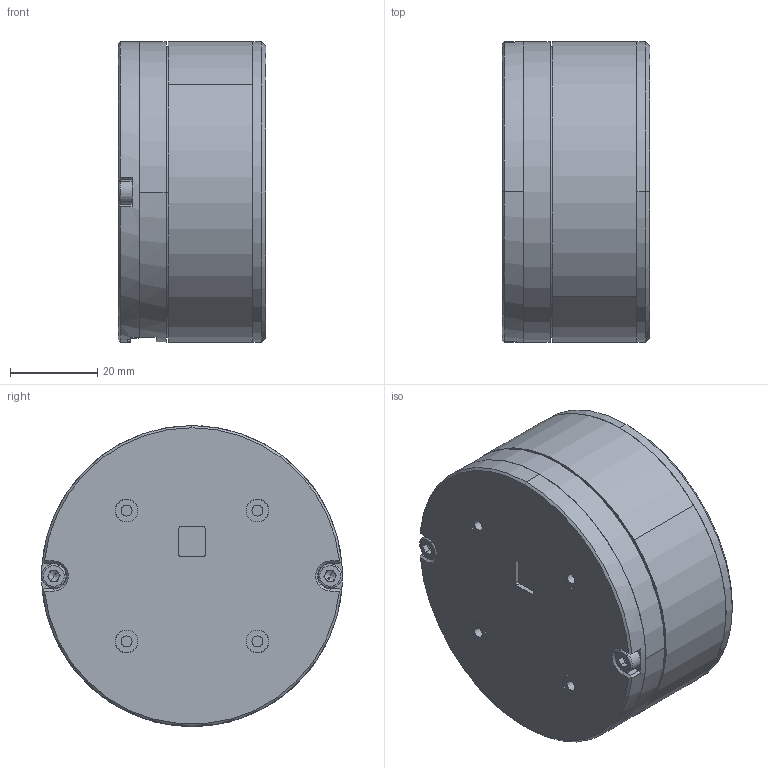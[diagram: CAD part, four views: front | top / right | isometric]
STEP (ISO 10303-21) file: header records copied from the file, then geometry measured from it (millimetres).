
FILE_DESCRIPTION (( 'STEP AP214' ), '1' );
FILE_NAME ('RMD-L-7015.STEP', '2019-11-06T10:47:43', ( '' ), ( '' ), 'SwSTEP 2.0', 'SolidWorks 2012', '' );
FILE_SCHEMA (( 'AUTOMOTIVE_DESIGN' ));
Length unit declared in the file: millimetre
Products named in the file (1): RMD-L-7015
Bounding box: 33.9 x 69 x 69 mm (x, y, z)
Volume: 32421.8 mm3; surface area: 43914.5 mm2
Topology: 7 solids, 7 shells, 312 faces, 811 edges, 523 vertices
Faces by surface type: cylinder 166, plane 104, cone 23, bspline 15, torus 4
Entity records: 13688 total; most frequent: CARTESIAN_POINT 2121, DIRECTION 1797, ORIENTED_EDGE 1614, EDGE_CURVE 807, AXIS2_PLACEMENT_3D 715, VERTEX_POINT 523, CIRCLE 417, EDGE_LOOP 394
